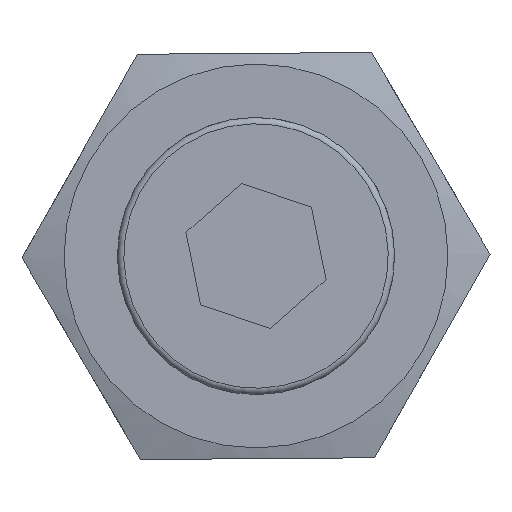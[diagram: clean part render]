
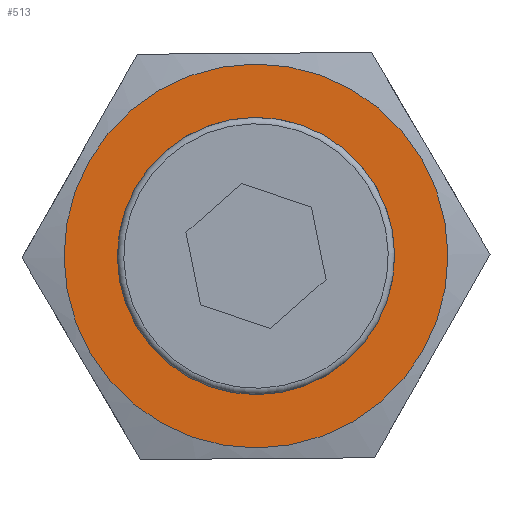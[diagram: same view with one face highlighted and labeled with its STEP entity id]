
A CAD part, front view. The second image highlights one B-rep face of the part: STEP entity #513.
In plain terms, the highlighted face is planar.
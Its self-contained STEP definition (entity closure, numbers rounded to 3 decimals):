
#36=FACE_BOUND('',#118,.T.);
#50=PLANE('',#593);
#84=FACE_OUTER_BOUND('',#117,.T.);
#117=EDGE_LOOP('',(#416));
#118=EDGE_LOOP('',(#417));
#147=CIRCLE('',#575,9.);
#151=CIRCLE('',#581,6.5);
#259=VERTEX_POINT('',#812);
#265=VERTEX_POINT('',#835);
#303=EDGE_CURVE('',#259,#259,#147,.T.);
#312=EDGE_CURVE('',#265,#265,#151,.T.);
#416=ORIENTED_EDGE('',*,*,#303,.F.);
#417=ORIENTED_EDGE('',*,*,#312,.F.);
#513=ADVANCED_FACE('',(#84,#36),#50,.F.);
#575=AXIS2_PLACEMENT_3D('',#814,#639,#640);
#581=AXIS2_PLACEMENT_3D('',#837,#653,#654);
#593=AXIS2_PLACEMENT_3D('',#872,#691,#692);
#639=DIRECTION('center_axis',(0.,-1.,0.));
#640=DIRECTION('ref_axis',(0.,0.,-1.));
#653=DIRECTION('center_axis',(0.,1.,0.));
#654=DIRECTION('ref_axis',(0.,0.,1.));
#691=DIRECTION('center_axis',(0.,-1.,0.));
#692=DIRECTION('ref_axis',(0.,0.,-1.));
#812=CARTESIAN_POINT('',(0.,7.5,9.));
#814=CARTESIAN_POINT('Origin',(0.,7.5,0.));
#835=CARTESIAN_POINT('',(0.,7.5,-6.5));
#837=CARTESIAN_POINT('Origin',(0.,7.5,0.));
#872=CARTESIAN_POINT('Origin',(-5.485,7.5,9.5));
